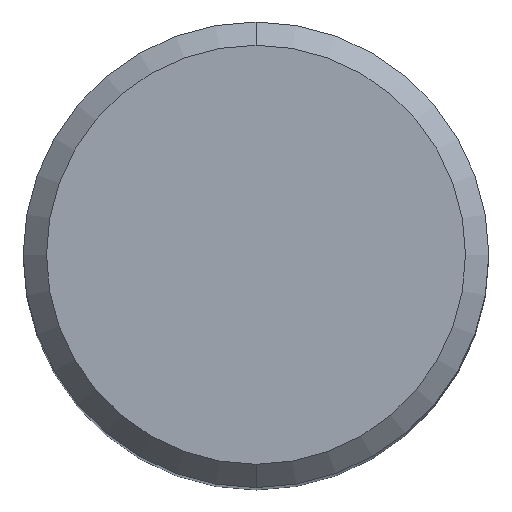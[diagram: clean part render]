
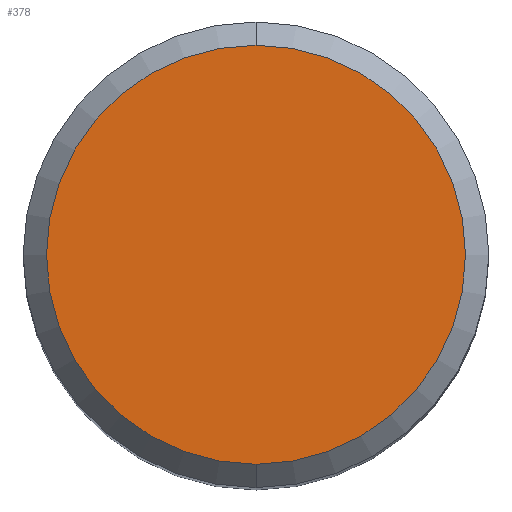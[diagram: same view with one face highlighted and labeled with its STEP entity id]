
A CAD part, top view. The second image highlights one B-rep face of the part: STEP entity #378.
In plain terms, the highlighted planar face has unit normal (0, 0, 1).
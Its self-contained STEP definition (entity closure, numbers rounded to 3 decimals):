
#196=VERTEX_POINT('',#501);
#202=EDGE_CURVE('',#414,#196,#507,.T.);
#238=EDGE_CURVE('',#196,#414,#546,.T.);
#378=ADVANCED_FACE('',(#700),#701,.T.);
#414=VERTEX_POINT('',#742);
#501=CARTESIAN_POINT('',(0.,-7.2,0.0));
#507=CIRCLE('',#878,7.2);
#546=CIRCLE('',#955,7.2);
#700=FACE_OUTER_BOUND('',#1292,.T.);
#701=PLANE('',#1293);
#742=CARTESIAN_POINT('',(0.0,7.2,0.0));
#878=AXIS2_PLACEMENT_3D('',#1524,#1525,#1526);
#955=AXIS2_PLACEMENT_3D('',#1572,#1573,#1574);
#1292=EDGE_LOOP('',(#1738,#1739));
#1293=AXIS2_PLACEMENT_3D('',#1740,#1741,#1742);
#1524=CARTESIAN_POINT('',(0.0,0.0,0.0));
#1525=DIRECTION('',(0.0,0.0,-1.0));
#1526=DIRECTION('',(0.0,1.0,0.0));
#1572=CARTESIAN_POINT('',(0.0,0.0,0.0));
#1573=DIRECTION('',(0.0,0.0,-1.0));
#1574=DIRECTION('',(0.0,1.0,0.0));
#1738=ORIENTED_EDGE('',*,*,#202,.F.);
#1739=ORIENTED_EDGE('',*,*,#238,.F.);
#1740=CARTESIAN_POINT('',(0.0,3.6,0.0));
#1741=DIRECTION('',(-0.0,0.0,1.0));
#1742=DIRECTION('',(0.0,-1.0,0.0));
